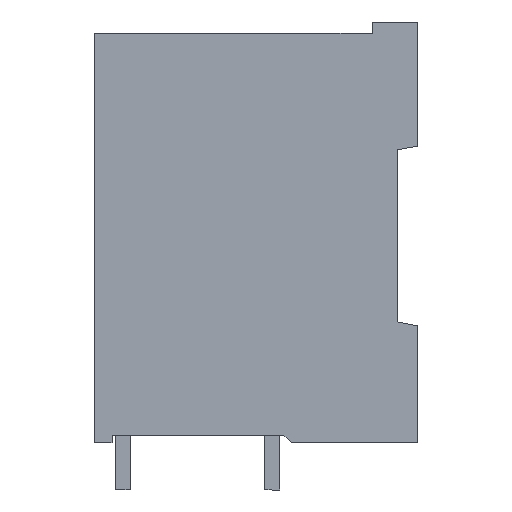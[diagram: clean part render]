
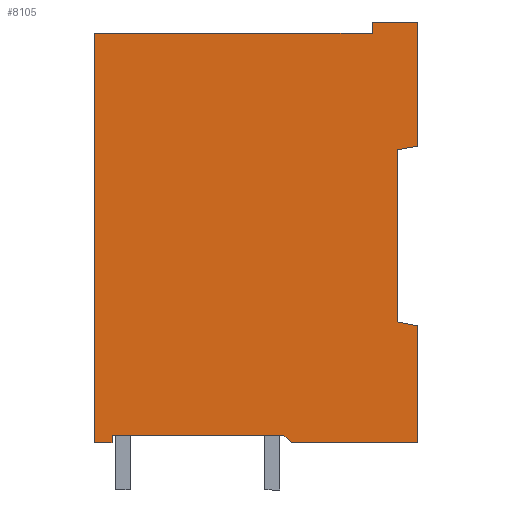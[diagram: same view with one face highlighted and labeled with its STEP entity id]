
A CAD part, left-side view. The second image highlights one B-rep face of the part: STEP entity #8105.
In plain terms, the highlighted planar face has unit normal (-1, 0, 0).
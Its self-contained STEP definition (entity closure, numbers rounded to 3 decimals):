
#8025=AXIS2_PLACEMENT_3D('Plane Axis2P3D',#8022,#8023,#8024) ;
#3989=CARTESIAN_POINT('Line Origine',(0.,0.7,23.277)) ;
#3993=CARTESIAN_POINT('Vertex',(0.,1.4,23.153)) ;
#3995=CARTESIAN_POINT('Vertex',(0.,0.,23.4)) ;
#5965=CARTESIAN_POINT('Line Origine',(0.,21.4,3.2)) ;
#5969=CARTESIAN_POINT('Vertex',(0.,22.,3.2)) ;
#5971=CARTESIAN_POINT('Vertex',(0.,20.8,3.2)) ;
#6016=CARTESIAN_POINT('Vertex',(0.,20.8,3.7)) ;
#6019=CARTESIAN_POINT('Line Origine',(0.,20.8,3.45)) ;
#6031=CARTESIAN_POINT('Line Origine',(0.,4.3,3.2)) ;
#6035=CARTESIAN_POINT('Vertex',(0.,8.6,3.2)) ;
#6037=CARTESIAN_POINT('Vertex',(0.,0.,3.2)) ;
#8022=CARTESIAN_POINT('Axis2P3D Location',(0.,22.,0.)) ;
#8027=CARTESIAN_POINT('Line Origine',(0.,11.,3.7)) ;
#8031=CARTESIAN_POINT('Vertex',(0.,9.1,3.7)) ;
#8035=CARTESIAN_POINT('Control Point',(0.,9.1,3.7)) ;
#8036=CARTESIAN_POINT('Control Point',(0.,8.6,3.2)) ;
#8038=CARTESIAN_POINT('Line Origine',(0.,0.,17.525)) ;
#8042=CARTESIAN_POINT('Vertex',(0.,0.,11.17)) ;
#8046=CARTESIAN_POINT('Control Point',(0.,0.,11.17)) ;
#8047=CARTESIAN_POINT('Control Point',(0.,1.4,11.439)) ;
#8048=CARTESIAN_POINT('Vertex',(0.,1.4,11.439)) ;
#8051=CARTESIAN_POINT('Line Origine',(0.,1.4,17.525)) ;
#8056=CARTESIAN_POINT('Line Origine',(0.,0.,17.525)) ;
#8060=CARTESIAN_POINT('Vertex',(0.,0.,31.85)) ;
#8063=CARTESIAN_POINT('Line Origine',(0.,11.,31.85)) ;
#8067=CARTESIAN_POINT('Vertex',(0.,3.1,31.85)) ;
#8070=CARTESIAN_POINT('Line Origine',(0.,3.1,17.525)) ;
#8074=CARTESIAN_POINT('Vertex',(0.,3.1,31.08)) ;
#8077=CARTESIAN_POINT('Line Origine',(0.,11.,31.08)) ;
#8081=CARTESIAN_POINT('Vertex',(0.,22.,31.08)) ;
#8084=CARTESIAN_POINT('Line Origine',(0.,22.,17.525)) ;
#3990=DIRECTION('Vector Direction',(0.,-0.985,0.174)) ;
#5966=DIRECTION('Vector Direction',(0.,-1.,0.)) ;
#6020=DIRECTION('Vector Direction',(0.,0.,-1.)) ;
#6032=DIRECTION('Vector Direction',(0.,-1.,0.)) ;
#8023=DIRECTION('Axis2P3D Direction',(-1.,0.,0.)) ;
#8024=DIRECTION('Axis2P3D XDirection',(0.,-1.,0.)) ;
#8028=DIRECTION('Vector Direction',(0.,-1.,0.)) ;
#8039=DIRECTION('Vector Direction',(0.,0.,1.)) ;
#8052=DIRECTION('Vector Direction',(0.,0.,1.)) ;
#8057=DIRECTION('Vector Direction',(0.,0.,1.)) ;
#8064=DIRECTION('Vector Direction',(0.,-1.,0.)) ;
#8071=DIRECTION('Vector Direction',(0.,0.,1.)) ;
#8078=DIRECTION('Vector Direction',(0.,-1.,0.)) ;
#8085=DIRECTION('Vector Direction',(0.,0.,1.)) ;
#3991=VECTOR('Line Direction',#3990,1.) ;
#5967=VECTOR('Line Direction',#5966,1.) ;
#6021=VECTOR('Line Direction',#6020,1.) ;
#6033=VECTOR('Line Direction',#6032,1.) ;
#8029=VECTOR('Line Direction',#8028,1.) ;
#8040=VECTOR('Line Direction',#8039,1.) ;
#8053=VECTOR('Line Direction',#8052,1.) ;
#8058=VECTOR('Line Direction',#8057,1.) ;
#8065=VECTOR('Line Direction',#8064,1.) ;
#8072=VECTOR('Line Direction',#8071,1.) ;
#8079=VECTOR('Line Direction',#8078,1.) ;
#8086=VECTOR('Line Direction',#8085,1.) ;
#8090=ORIENTED_EDGE('',*,*,#5973,.T.) ;
#8091=ORIENTED_EDGE('',*,*,#6023,.F.) ;
#8092=ORIENTED_EDGE('',*,*,#8033,.T.) ;
#8093=ORIENTED_EDGE('',*,*,#8037,.T.) ;
#8094=ORIENTED_EDGE('',*,*,#6039,.T.) ;
#8095=ORIENTED_EDGE('',*,*,#8044,.T.) ;
#8096=ORIENTED_EDGE('',*,*,#8050,.T.) ;
#8097=ORIENTED_EDGE('',*,*,#8055,.T.) ;
#8098=ORIENTED_EDGE('',*,*,#3997,.T.) ;
#8099=ORIENTED_EDGE('',*,*,#8062,.T.) ;
#8100=ORIENTED_EDGE('',*,*,#8069,.T.) ;
#8101=ORIENTED_EDGE('',*,*,#8076,.T.) ;
#8102=ORIENTED_EDGE('',*,*,#8083,.T.) ;
#8103=ORIENTED_EDGE('',*,*,#8088,.T.) ;
#8105=ADVANCED_FACE('Model',(#8104),#8026,.T.) ;
#8034=B_SPLINE_CURVE_WITH_KNOTS('',1,(#8035,#8036),.UNSPECIFIED.,.F.,.U.,(2,2),(-0.354,0.354),.UNSPECIFIED.) ;
#8045=B_SPLINE_CURVE_WITH_KNOTS('',1,(#8046,#8047),.UNSPECIFIED.,.F.,.U.,(2,2),(-0.713,0.713),.UNSPECIFIED.) ;
#3997=EDGE_CURVE('',#3994,#3996,#3992,.T.) ;
#5973=EDGE_CURVE('',#5970,#5972,#5968,.T.) ;
#6023=EDGE_CURVE('',#6017,#5972,#6022,.T.) ;
#6039=EDGE_CURVE('',#6036,#6038,#6034,.T.) ;
#8033=EDGE_CURVE('',#6017,#8032,#8030,.T.) ;
#8037=EDGE_CURVE('',#8032,#6036,#8034,.T.) ;
#8044=EDGE_CURVE('',#6038,#8043,#8041,.T.) ;
#8050=EDGE_CURVE('',#8043,#8049,#8045,.T.) ;
#8055=EDGE_CURVE('',#8049,#3994,#8054,.T.) ;
#8062=EDGE_CURVE('',#3996,#8061,#8059,.T.) ;
#8069=EDGE_CURVE('',#8061,#8068,#8066,.F.) ;
#8076=EDGE_CURVE('',#8068,#8075,#8073,.F.) ;
#8083=EDGE_CURVE('',#8075,#8082,#8080,.F.) ;
#8088=EDGE_CURVE('',#8082,#5970,#8087,.F.) ;
#8089=EDGE_LOOP('',(#8090,#8091,#8092,#8093,#8094,#8095,#8096,#8097,#8098,#8099,#8100,#8101,#8102,#8103)) ;
#8104=FACE_OUTER_BOUND('',#8089,.T.) ;
#3992=LINE('Line',#3989,#3991) ;
#5968=LINE('Line',#5965,#5967) ;
#6022=LINE('Line',#6019,#6021) ;
#6034=LINE('Line',#6031,#6033) ;
#8030=LINE('Line',#8027,#8029) ;
#8041=LINE('Line',#8038,#8040) ;
#8054=LINE('Line',#8051,#8053) ;
#8059=LINE('Line',#8056,#8058) ;
#8066=LINE('Line',#8063,#8065) ;
#8073=LINE('Line',#8070,#8072) ;
#8080=LINE('Line',#8077,#8079) ;
#8087=LINE('Line',#8084,#8086) ;
#8026=PLANE('',#8025) ;
#3994=VERTEX_POINT('',#3993) ;
#3996=VERTEX_POINT('',#3995) ;
#5970=VERTEX_POINT('',#5969) ;
#5972=VERTEX_POINT('',#5971) ;
#6017=VERTEX_POINT('',#6016) ;
#6036=VERTEX_POINT('',#6035) ;
#6038=VERTEX_POINT('',#6037) ;
#8032=VERTEX_POINT('',#8031) ;
#8043=VERTEX_POINT('',#8042) ;
#8049=VERTEX_POINT('',#8048) ;
#8061=VERTEX_POINT('',#8060) ;
#8068=VERTEX_POINT('',#8067) ;
#8075=VERTEX_POINT('',#8074) ;
#8082=VERTEX_POINT('',#8081) ;
